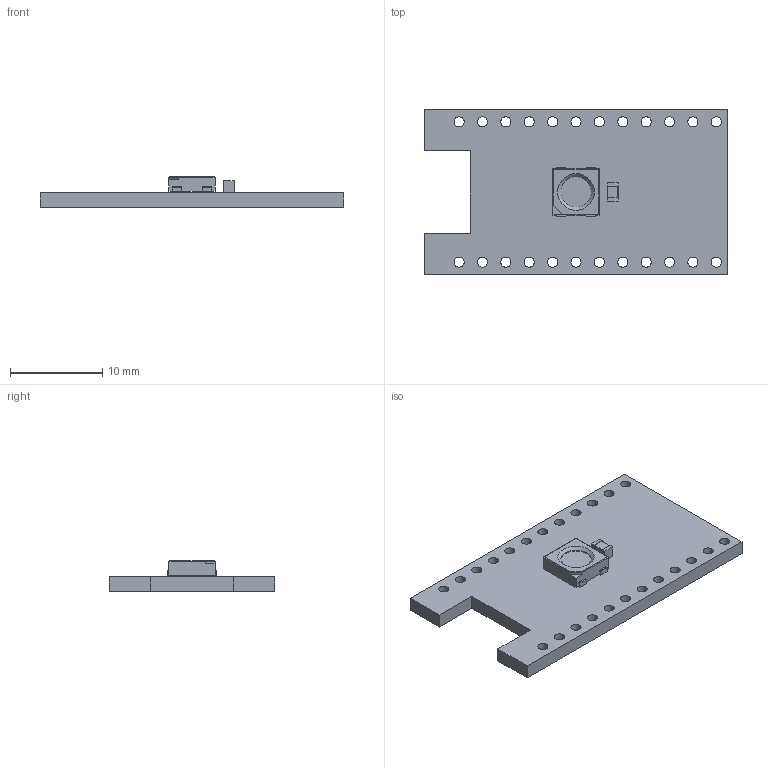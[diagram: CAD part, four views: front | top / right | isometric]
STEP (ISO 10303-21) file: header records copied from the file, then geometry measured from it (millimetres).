
FILE_DESCRIPTION(('KiCad electronic assembly'),'2;1');
FILE_NAME('ProMini_MouseJiggler.step','2021-01-27T20:47:41',('An Author' ),('A Company'),'Open CASCADE STEP processor 6.9', 'KiCad to STEP converter','Unknown');
FILE_SCHEMA(('AUTOMOTIVE_DESIGN { 1 0 10303 214 1 1 1 1 }'));
Length unit declared in the file: millimetre
Products named in the file (6): Open CASCADE STEP translator 6.9 1; C_0805_2012Metric; SOLID; LED_Inolux_IN-PI554FCH_PLCC4_5.0x5.0mm_P3.2mm; COMPOUND
Assembly tree (5 placements, depth 3):
  Open CASCADE STEP translator 6.9 1
    C_0805_2012Metric
      SOLID
    LED_Inolux_IN-PI554FCH_PLCC4_5.0x5.0mm_P3.2mm
      SOLID
    COMPOUND
Bounding box: 33 x 18 x 3.35 mm (x, y, z)
Volume: 881.2 mm3; surface area: 1468.1 mm2
Topology: 3 solids, 3 shells, 130 faces, 369 edges, 244 vertices
Faces by surface type: plane 71, cylinder 58, cone 1
Full cylindrical faces by diameter (mm): 1.1 x24, 3.333 x1
Entity records: 10246 total; most frequent: CARTESIAN_POINT 1901, DIRECTION 1452, LINE 879, VECTOR 879, ORIENTED_EDGE 738, PCURVE 738, DEFINITIONAL_REPRESENTATION 738, EDGE_CURVE 369
